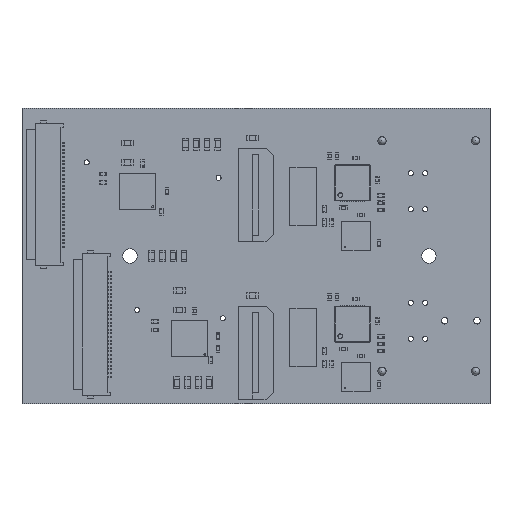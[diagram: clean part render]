
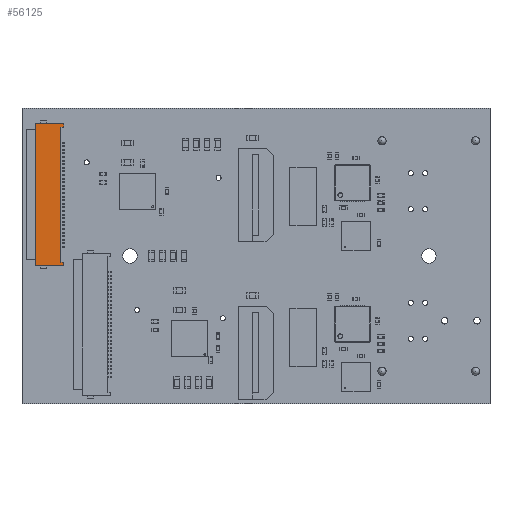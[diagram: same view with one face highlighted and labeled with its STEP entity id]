
A CAD part, top view. The second image highlights one B-rep face of the part: STEP entity #56125.
In plain terms, the highlighted face is planar.
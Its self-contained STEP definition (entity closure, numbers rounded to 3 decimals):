
#44936 = PLANE('',#44937);
#44937 = AXIS2_PLACEMENT_3D('',#44938,#44939,#44940);
#44938 = CARTESIAN_POINT('',(9.4,1.26,-1.55));
#44939 = DIRECTION('',(0.,0.,1.));
#44940 = DIRECTION('',(-1.,0.,0.));
#48459 = PLANE('',#48460);
#48460 = AXIS2_PLACEMENT_3D('',#48461,#48462,#48463);
#48461 = CARTESIAN_POINT('',(-9.85,1.26,0.));
#48462 = DIRECTION('',(-1.,0.,0.));
#48463 = DIRECTION('',(0.,-1.,0.));
#48618 = PLANE('',#48619);
#48619 = AXIS2_PLACEMENT_3D('',#48620,#48621,#48622);
#48620 = CARTESIAN_POINT('',(9.85,-1.26,0.));
#48621 = DIRECTION('',(1.,0.,0.));
#48622 = DIRECTION('',(0.,1.,0.));
#51761 = PLANE('',#51762);
#51762 = AXIS2_PLACEMENT_3D('',#51763,#51764,#51765);
#51763 = CARTESIAN_POINT('',(9.4,1.26,-2.669));
#51764 = DIRECTION('',(1.,0.,0.));
#51765 = DIRECTION('',(0.,0.,1.));
#51789 = PLANE('',#51790);
#51790 = AXIS2_PLACEMENT_3D('',#51791,#51792,#51793);
#51791 = CARTESIAN_POINT('',(0.,0.,-1.95));
#51792 = DIRECTION('',(0.,0.,1.));
#51793 = DIRECTION('',(1.,0.,0.));
#51864 = PLANE('',#51865);
#51865 = AXIS2_PLACEMENT_3D('',#51866,#51867,#51868);
#51866 = CARTESIAN_POINT('',(0.,0.,1.95));
#51867 = DIRECTION('',(0.,0.,1.));
#51868 = DIRECTION('',(1.,0.,0.));
#51939 = PLANE('',#51940);
#51940 = AXIS2_PLACEMENT_3D('',#51941,#51942,#51943);
#51941 = CARTESIAN_POINT('',(0.,0.,-1.95));
#51942 = DIRECTION('',(0.,0.,1.));
#51943 = DIRECTION('',(1.,0.,0.));
#51967 = PLANE('',#51968);
#51968 = AXIS2_PLACEMENT_3D('',#51969,#51970,#51971);
#51969 = CARTESIAN_POINT('',(-9.4,1.26,-1.55));
#51970 = DIRECTION('',(-1.,0.,0.));
#51971 = DIRECTION('',(0.,0.,-1.));
#54805 = VERTEX_POINT('',#54806);
#54806 = CARTESIAN_POINT('',(-9.4,1.26,-1.55));
#54827 = EDGE_CURVE('',#54828,#54805,#54830,.T.);
#54828 = VERTEX_POINT('',#54829);
#54829 = CARTESIAN_POINT('',(9.4,1.26,-1.55));
#54830 = SURFACE_CURVE('',#54831,(#54835,#54842),.PCURVE_S1.);
#54831 = LINE('',#54832,#54833);
#54832 = CARTESIAN_POINT('',(9.4,1.26,-1.55));
#54833 = VECTOR('',#54834,1.);
#54834 = DIRECTION('',(-1.,0.,0.));
#54835 = PCURVE('',#44936,#54836);
#54836 = DEFINITIONAL_REPRESENTATION('',(#54837),#54841);
#54837 = LINE('',#54838,#54839);
#54838 = CARTESIAN_POINT('',(0.,0.));
#54839 = VECTOR('',#54840,1.);
#54840 = DIRECTION('',(1.,0.));
#54841 = ( GEOMETRIC_REPRESENTATION_CONTEXT(2) 
PARAMETRIC_REPRESENTATION_CONTEXT() REPRESENTATION_CONTEXT('2D SPACE',''
  ) );
#54842 = PCURVE('',#54843,#54848);
#54843 = PLANE('',#54844);
#54844 = AXIS2_PLACEMENT_3D('',#54845,#54846,#54847);
#54845 = CARTESIAN_POINT('',(9.85,1.26,0.));
#54846 = DIRECTION('',(0.,1.,0.));
#54847 = DIRECTION('',(-1.,0.,0.));
#54848 = DEFINITIONAL_REPRESENTATION('',(#54849),#54853);
#54849 = LINE('',#54850,#54851);
#54850 = CARTESIAN_POINT('',(0.45,-1.55));
#54851 = VECTOR('',#54852,1.);
#54852 = DIRECTION('',(1.,0.));
#54853 = ( GEOMETRIC_REPRESENTATION_CONTEXT(2) 
PARAMETRIC_REPRESENTATION_CONTEXT() REPRESENTATION_CONTEXT('2D SPACE',''
  ) );
#55198 = EDGE_CURVE('',#55199,#54828,#55201,.T.);
#55199 = VERTEX_POINT('',#55200);
#55200 = CARTESIAN_POINT('',(9.4,1.26,-1.95));
#55201 = SURFACE_CURVE('',#55202,(#55206,#55213),.PCURVE_S1.);
#55202 = LINE('',#55203,#55204);
#55203 = CARTESIAN_POINT('',(9.4,1.26,-1.95));
#55204 = VECTOR('',#55205,1.);
#55205 = DIRECTION('',(0.,0.,1.));
#55206 = PCURVE('',#51761,#55207);
#55207 = DEFINITIONAL_REPRESENTATION('',(#55208),#55212);
#55208 = LINE('',#55209,#55210);
#55209 = CARTESIAN_POINT('',(0.719,0.));
#55210 = VECTOR('',#55211,1.);
#55211 = DIRECTION('',(1.,0.));
#55212 = ( GEOMETRIC_REPRESENTATION_CONTEXT(2) 
PARAMETRIC_REPRESENTATION_CONTEXT() REPRESENTATION_CONTEXT('2D SPACE',''
  ) );
#55213 = PCURVE('',#54843,#55214);
#55214 = DEFINITIONAL_REPRESENTATION('',(#55215),#55219);
#55215 = LINE('',#55216,#55217);
#55216 = CARTESIAN_POINT('',(0.45,-1.95));
#55217 = VECTOR('',#55218,1.);
#55218 = DIRECTION('',(0.,1.));
#55219 = ( GEOMETRIC_REPRESENTATION_CONTEXT(2) 
PARAMETRIC_REPRESENTATION_CONTEXT() REPRESENTATION_CONTEXT('2D SPACE',''
  ) );
#55247 = VERTEX_POINT('',#55248);
#55248 = CARTESIAN_POINT('',(-9.4,1.26,-1.95));
#55269 = EDGE_CURVE('',#54805,#55247,#55270,.T.);
#55270 = SURFACE_CURVE('',#55271,(#55275,#55282),.PCURVE_S1.);
#55271 = LINE('',#55272,#55273);
#55272 = CARTESIAN_POINT('',(-9.4,1.26,-1.55));
#55273 = VECTOR('',#55274,1.);
#55274 = DIRECTION('',(0.,0.,-1.));
#55275 = PCURVE('',#51967,#55276);
#55276 = DEFINITIONAL_REPRESENTATION('',(#55277),#55281);
#55277 = LINE('',#55278,#55279);
#55278 = CARTESIAN_POINT('',(0.,0.));
#55279 = VECTOR('',#55280,1.);
#55280 = DIRECTION('',(1.,0.));
#55281 = ( GEOMETRIC_REPRESENTATION_CONTEXT(2) 
PARAMETRIC_REPRESENTATION_CONTEXT() REPRESENTATION_CONTEXT('2D SPACE',''
  ) );
#55282 = PCURVE('',#54843,#55283);
#55283 = DEFINITIONAL_REPRESENTATION('',(#55284),#55288);
#55284 = LINE('',#55285,#55286);
#55285 = CARTESIAN_POINT('',(19.25,-1.55));
#55286 = VECTOR('',#55287,1.);
#55287 = DIRECTION('',(0.,-1.));
#55288 = ( GEOMETRIC_REPRESENTATION_CONTEXT(2) 
PARAMETRIC_REPRESENTATION_CONTEXT() REPRESENTATION_CONTEXT('2D SPACE',''
  ) );
#55296 = EDGE_CURVE('',#55199,#55297,#55299,.T.);
#55297 = VERTEX_POINT('',#55298);
#55298 = CARTESIAN_POINT('',(9.85,1.26,-1.95));
#55299 = SURFACE_CURVE('',#55300,(#55304,#55311),.PCURVE_S1.);
#55300 = LINE('',#55301,#55302);
#55301 = CARTESIAN_POINT('',(9.4,1.26,-1.95));
#55302 = VECTOR('',#55303,1.);
#55303 = DIRECTION('',(1.,0.,0.));
#55304 = PCURVE('',#51789,#55305);
#55305 = DEFINITIONAL_REPRESENTATION('',(#55306),#55310);
#55306 = LINE('',#55307,#55308);
#55307 = CARTESIAN_POINT('',(9.4,1.26));
#55308 = VECTOR('',#55309,1.);
#55309 = DIRECTION('',(1.,0.));
#55310 = ( GEOMETRIC_REPRESENTATION_CONTEXT(2) 
PARAMETRIC_REPRESENTATION_CONTEXT() REPRESENTATION_CONTEXT('2D SPACE',''
  ) );
#55311 = PCURVE('',#54843,#55312);
#55312 = DEFINITIONAL_REPRESENTATION('',(#55313),#55317);
#55313 = LINE('',#55314,#55315);
#55314 = CARTESIAN_POINT('',(0.45,-1.95));
#55315 = VECTOR('',#55316,1.);
#55316 = DIRECTION('',(-1.,0.));
#55317 = ( GEOMETRIC_REPRESENTATION_CONTEXT(2) 
PARAMETRIC_REPRESENTATION_CONTEXT() REPRESENTATION_CONTEXT('2D SPACE',''
  ) );
#55634 = VERTEX_POINT('',#55635);
#55635 = CARTESIAN_POINT('',(9.85,1.26,1.95));
#55656 = EDGE_CURVE('',#55634,#55657,#55659,.T.);
#55657 = VERTEX_POINT('',#55658);
#55658 = CARTESIAN_POINT('',(-9.85,1.26,1.95));
#55659 = SURFACE_CURVE('',#55660,(#55664,#55671),.PCURVE_S1.);
#55660 = LINE('',#55661,#55662);
#55661 = CARTESIAN_POINT('',(9.85,1.26,1.95));
#55662 = VECTOR('',#55663,1.);
#55663 = DIRECTION('',(-1.,0.,0.));
#55664 = PCURVE('',#51864,#55665);
#55665 = DEFINITIONAL_REPRESENTATION('',(#55666),#55670);
#55666 = LINE('',#55667,#55668);
#55667 = CARTESIAN_POINT('',(9.85,1.26));
#55668 = VECTOR('',#55669,1.);
#55669 = DIRECTION('',(-1.,0.));
#55670 = ( GEOMETRIC_REPRESENTATION_CONTEXT(2) 
PARAMETRIC_REPRESENTATION_CONTEXT() REPRESENTATION_CONTEXT('2D SPACE',''
  ) );
#55671 = PCURVE('',#54843,#55672);
#55672 = DEFINITIONAL_REPRESENTATION('',(#55673),#55677);
#55673 = LINE('',#55674,#55675);
#55674 = CARTESIAN_POINT('',(0.,1.95));
#55675 = VECTOR('',#55676,1.);
#55676 = DIRECTION('',(1.,0.));
#55677 = ( GEOMETRIC_REPRESENTATION_CONTEXT(2) 
PARAMETRIC_REPRESENTATION_CONTEXT() REPRESENTATION_CONTEXT('2D SPACE',''
  ) );
#56052 = VERTEX_POINT('',#56053);
#56053 = CARTESIAN_POINT('',(-9.85,1.26,-1.95));
#56074 = EDGE_CURVE('',#56052,#55247,#56075,.T.);
#56075 = SURFACE_CURVE('',#56076,(#56080,#56087),.PCURVE_S1.);
#56076 = LINE('',#56077,#56078);
#56077 = CARTESIAN_POINT('',(-9.85,1.26,-1.95));
#56078 = VECTOR('',#56079,1.);
#56079 = DIRECTION('',(1.,0.,0.));
#56080 = PCURVE('',#51939,#56081);
#56081 = DEFINITIONAL_REPRESENTATION('',(#56082),#56086);
#56082 = LINE('',#56083,#56084);
#56083 = CARTESIAN_POINT('',(-9.85,1.26));
#56084 = VECTOR('',#56085,1.);
#56085 = DIRECTION('',(1.,0.));
#56086 = ( GEOMETRIC_REPRESENTATION_CONTEXT(2) 
PARAMETRIC_REPRESENTATION_CONTEXT() REPRESENTATION_CONTEXT('2D SPACE',''
  ) );
#56087 = PCURVE('',#54843,#56088);
#56088 = DEFINITIONAL_REPRESENTATION('',(#56089),#56093);
#56089 = LINE('',#56090,#56091);
#56090 = CARTESIAN_POINT('',(19.7,-1.95));
#56091 = VECTOR('',#56092,1.);
#56092 = DIRECTION('',(-1.,0.));
#56093 = ( GEOMETRIC_REPRESENTATION_CONTEXT(2) 
PARAMETRIC_REPRESENTATION_CONTEXT() REPRESENTATION_CONTEXT('2D SPACE',''
  ) );
#56101 = EDGE_CURVE('',#55657,#56052,#56102,.T.);
#56102 = SURFACE_CURVE('',#56103,(#56107,#56114),.PCURVE_S1.);
#56103 = LINE('',#56104,#56105);
#56104 = CARTESIAN_POINT('',(-9.85,1.26,1.95));
#56105 = VECTOR('',#56106,1.);
#56106 = DIRECTION('',(0.,0.,-1.));
#56107 = PCURVE('',#48459,#56108);
#56108 = DEFINITIONAL_REPRESENTATION('',(#56109),#56113);
#56109 = LINE('',#56110,#56111);
#56110 = CARTESIAN_POINT('',(0.,1.95));
#56111 = VECTOR('',#56112,1.);
#56112 = DIRECTION('',(0.,-1.));
#56113 = ( GEOMETRIC_REPRESENTATION_CONTEXT(2) 
PARAMETRIC_REPRESENTATION_CONTEXT() REPRESENTATION_CONTEXT('2D SPACE',''
  ) );
#56114 = PCURVE('',#54843,#56115);
#56115 = DEFINITIONAL_REPRESENTATION('',(#56116),#56120);
#56116 = LINE('',#56117,#56118);
#56117 = CARTESIAN_POINT('',(19.7,1.95));
#56118 = VECTOR('',#56119,1.);
#56119 = DIRECTION('',(0.,-1.));
#56120 = ( GEOMETRIC_REPRESENTATION_CONTEXT(2) 
PARAMETRIC_REPRESENTATION_CONTEXT() REPRESENTATION_CONTEXT('2D SPACE',''
  ) );
#56125 = ADVANCED_FACE('',(#56126),#54843,.T.);
#56126 = FACE_BOUND('',#56127,.T.);
#56127 = EDGE_LOOP('',(#56128,#56129,#56130,#56131,#56132,#56153,#56154,
    #56155));
#56128 = ORIENTED_EDGE('',*,*,#55269,.T.);
#56129 = ORIENTED_EDGE('',*,*,#56074,.F.);
#56130 = ORIENTED_EDGE('',*,*,#56101,.F.);
#56131 = ORIENTED_EDGE('',*,*,#55656,.F.);
#56132 = ORIENTED_EDGE('',*,*,#56133,.T.);
#56133 = EDGE_CURVE('',#55634,#55297,#56134,.T.);
#56134 = SURFACE_CURVE('',#56135,(#56139,#56146),.PCURVE_S1.);
#56135 = LINE('',#56136,#56137);
#56136 = CARTESIAN_POINT('',(9.85,1.26,1.95));
#56137 = VECTOR('',#56138,1.);
#56138 = DIRECTION('',(0.,0.,-1.));
#56139 = PCURVE('',#54843,#56140);
#56140 = DEFINITIONAL_REPRESENTATION('',(#56141),#56145);
#56141 = LINE('',#56142,#56143);
#56142 = CARTESIAN_POINT('',(0.,1.95));
#56143 = VECTOR('',#56144,1.);
#56144 = DIRECTION('',(0.,-1.));
#56145 = ( GEOMETRIC_REPRESENTATION_CONTEXT(2) 
PARAMETRIC_REPRESENTATION_CONTEXT() REPRESENTATION_CONTEXT('2D SPACE',''
  ) );
#56146 = PCURVE('',#48618,#56147);
#56147 = DEFINITIONAL_REPRESENTATION('',(#56148),#56152);
#56148 = LINE('',#56149,#56150);
#56149 = CARTESIAN_POINT('',(2.52,1.95));
#56150 = VECTOR('',#56151,1.);
#56151 = DIRECTION('',(0.,-1.));
#56152 = ( GEOMETRIC_REPRESENTATION_CONTEXT(2) 
PARAMETRIC_REPRESENTATION_CONTEXT() REPRESENTATION_CONTEXT('2D SPACE',''
  ) );
#56153 = ORIENTED_EDGE('',*,*,#55296,.F.);
#56154 = ORIENTED_EDGE('',*,*,#55198,.T.);
#56155 = ORIENTED_EDGE('',*,*,#54827,.T.);
